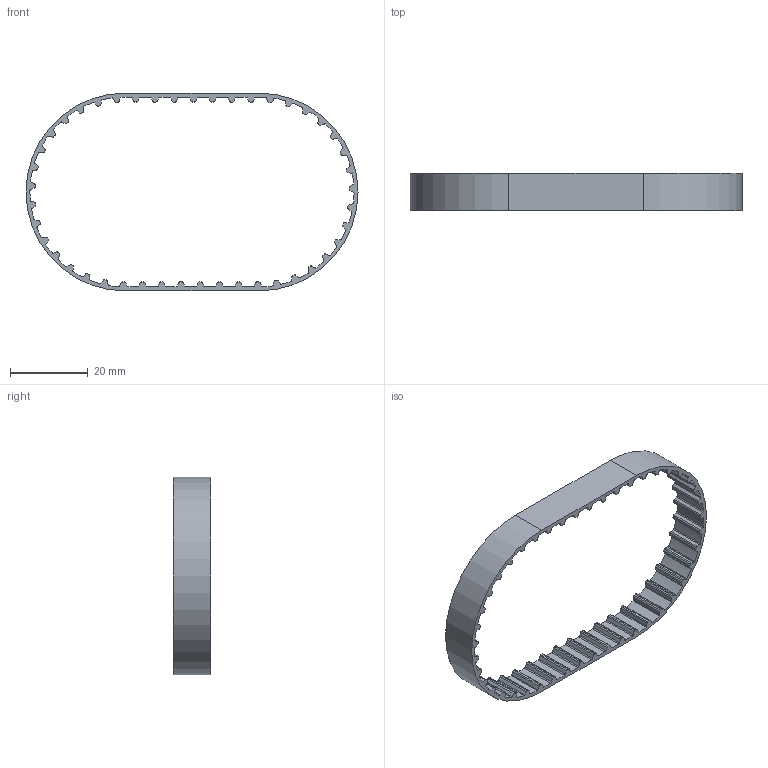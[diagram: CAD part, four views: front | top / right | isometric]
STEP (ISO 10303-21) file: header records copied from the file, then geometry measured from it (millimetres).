
FILE_DESCRIPTION (( 'STEP AP214' ), '1' );
FILE_NAME ('90XL037NG.step', '2015-04-08T23:05:44', ( '' ), ( '' ), 'SwSTEP 2.0', 'SolidWorks 2014', '' );
FILE_SCHEMA (( 'AUTOMOTIVE_DESIGN' ));
Length unit declared in the file: inch
Products named in the file (1): 90XL037NG
Bounding box: 85.3 x 9.53 x 50.8 mm (x, y, z)
Volume: 2984.5 mm3; surface area: 5520.8 mm2
Topology: 1 solids, 1 shells, 388 faces, 1158 edges, 772 vertices
Faces by surface type: cylinder 234, plane 154
Entity records: 13274 total; most frequent: DIRECTION 2404, CARTESIAN_POINT 2319, ORIENTED_EDGE 2316, EDGE_CURVE 1158, AXIS2_PLACEMENT_3D 857, VERTEX_POINT 772, VECTOR 690, LINE 690
